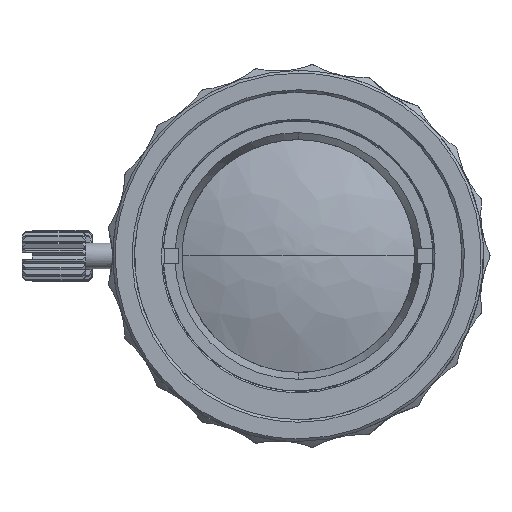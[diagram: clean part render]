
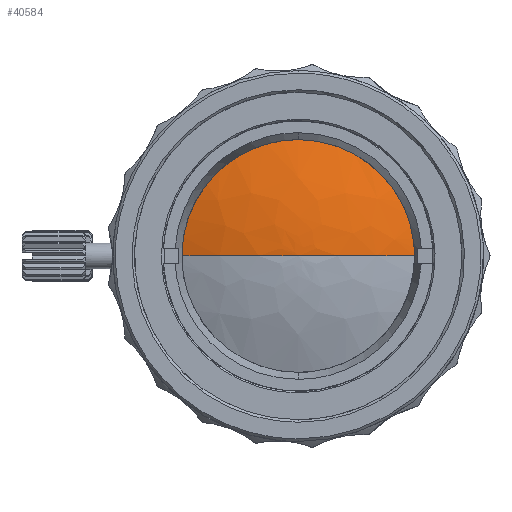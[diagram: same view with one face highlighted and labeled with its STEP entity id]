
A CAD part, left-side view. The second image highlights one B-rep face of the part: STEP entity #40584.
In plain terms, the highlighted free-form (B-spline) face has degree [3, 3] with [4, 4] control points.
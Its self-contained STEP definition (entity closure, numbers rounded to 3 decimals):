
#58 = CARTESIAN_POINT ( 'NONE',  ( -24.146, 0., 0. ) ) ;
#64 = EDGE_CURVE ( 'NONE', #79, #48234, #8239, .T. ) ;
#79 = VERTEX_POINT ( 'NONE', #12967 ) ;
#1020 = CARTESIAN_POINT ( 'NONE',  ( -22.462, 9.1, 0. ) ) ;
#2578 = EDGE_CURVE ( 'NONE', #48254, #79, #6065, .T. ) ;
#4720 =( BOUNDED_CURVE ( )  B_SPLINE_CURVE ( 3, ( #9542, #24547, #39523, #35126 ),
 .UNSPECIFIED., .F., .F. ) 
 B_SPLINE_CURVE_WITH_KNOTS ( ( 4, 4 ),
 ( 0., 1.571 ),
 .UNSPECIFIED. ) 
 CURVE ( )  GEOMETRIC_REPRESENTATION_ITEM ( )  RATIONAL_B_SPLINE_CURVE ( ( 1., 0.989, 0.989, 1. ) ) 
 REPRESENTATION_ITEM ( '' )  );
#4722 = CARTESIAN_POINT ( 'NONE',  ( -22.462, 9.1, 18.2 ) ) ;
#5068 = CARTESIAN_POINT ( 'NONE',  ( -22.462, -6.067, 9.1 ) ) ;
#6065 =( BOUNDED_CURVE ( )  B_SPLINE_CURVE ( 3, ( #13591, #42832, #43072, #9398 ),
 .UNSPECIFIED., .F., .F. ) 
 B_SPLINE_CURVE_WITH_KNOTS ( ( 4, 4 ),
 ( 0., 1.571 ),
 .UNSPECIFIED. ) 
 CURVE ( )  GEOMETRIC_REPRESENTATION_ITEM ( )  RATIONAL_B_SPLINE_CURVE ( ( 1., 0.667, 0.5, 0.5 ) ) 
 REPRESENTATION_ITEM ( '' )  );
#7893 = EDGE_CURVE ( 'NONE', #48234, #17443, #45491, .T. ) ;
#8182 = CARTESIAN_POINT ( 'NONE',  ( -24.146, 0., 0. ) ) ;
#8192 = EDGE_LOOP ( 'NONE', ( #15482, #42399, #27662, #32326 ) ) ;
#8239 =( BOUNDED_CURVE ( )  B_SPLINE_CURVE ( 3, ( #38772, #5068, #20353, #20113 ),
 .UNSPECIFIED., .F., .F. ) 
 B_SPLINE_CURVE_WITH_KNOTS ( ( 4, 4 ),
 ( 0., 1. ),
 .UNSPECIFIED. ) 
 CURVE ( )  GEOMETRIC_REPRESENTATION_ITEM ( )  RATIONAL_B_SPLINE_CURVE ( ( 0.5, 0.5, 0.667, 1. ) ) 
 REPRESENTATION_ITEM ( '' )  );
#8416 = FACE_OUTER_BOUND ( 'NONE', #8192, .T. ) ;
#9398 = CARTESIAN_POINT ( 'NONE',  ( -22.462, 0., 9.1 ) ) ;
#9542 = CARTESIAN_POINT ( 'NONE',  ( -24.146, 0., 0. ) ) ;
#10477 = EDGE_CURVE ( 'NONE', #17443, #48254, #4720, .T. ) ;
#11634 = CARTESIAN_POINT ( 'NONE',  ( -23.579, -6.187, 12.374 ) ) ;
#12124 = CARTESIAN_POINT ( 'NONE',  ( -24.146, -3.12, 0. ) ) ;
#12967 = CARTESIAN_POINT ( 'NONE',  ( -22.462, 0., 9.1 ) ) ;
#13591 = CARTESIAN_POINT ( 'NONE',  ( -22.462, 9.1, 0. ) ) ;
#15482 = ORIENTED_EDGE ( 'NONE', *, *, #2578, .T. ) ;
#15577 = CARTESIAN_POINT ( 'NONE',  ( -23.579, 6.187, 12.374 ) ) ;
#17443 = VERTEX_POINT ( 'NONE', #24844 ) ;
#17455 = CARTESIAN_POINT ( 'NONE',  ( -22.462, -9.1, 0. ) ) ;
#19518 = CARTESIAN_POINT ( 'NONE',  ( -22.462, -9.1, 18.2 ) ) ;
#19766 = CARTESIAN_POINT ( 'NONE',  ( -23.579, 6.187, 0. ) ) ;
#20113 = CARTESIAN_POINT ( 'NONE',  ( -22.462, -9.1, 0. ) ) ;
#20353 = CARTESIAN_POINT ( 'NONE',  ( -22.462, -9.1, 4.55 ) ) ;
#22964 = CARTESIAN_POINT ( 'NONE',  ( -24.146, 3.12, 0. ) ) ;
#23910 = CARTESIAN_POINT ( 'NONE',  ( -24.146, -3.12, 0. ) ) ;
#24547 = CARTESIAN_POINT ( 'NONE',  ( -24.146, 3.12, 0. ) ) ;
#24598 = CARTESIAN_POINT ( 'NONE',  ( -22.462, 9.1, 0. ) ) ;
#24844 = CARTESIAN_POINT ( 'NONE',  ( -24.146, 0., 0. ) ) ;
#26413 = CARTESIAN_POINT ( 'NONE',  ( -23.579, -6.187, 0. ) ) ;
#26656 = CARTESIAN_POINT ( 'NONE',  ( -24.146, 3.12, 6.239 ) ) ;
#27350 = CARTESIAN_POINT ( 'NONE',  ( -22.462, -9.1, 0. ) ) ;
#27662 = ORIENTED_EDGE ( 'NONE', *, *, #7893, .T. ) ;
#27918 =( BOUNDED_SURFACE ( )  B_SPLINE_SURFACE ( 3, 3, ( 
 ( #38425, #19518, #4722, #1020 ),
 ( #26413, #11634, #15577, #19766 ),
 ( #12124, #41863, #26656, #22964 ),
 ( #46020, #8182, #41376, #58 ) ),
 .UNSPECIFIED., .F., .F., .F. ) 
 B_SPLINE_SURFACE_WITH_KNOTS ( ( 4, 4 ),
 ( 4, 4 ),
 ( 0., 1. ),
 ( 0., 1. ),
 .UNSPECIFIED. ) 
 GEOMETRIC_REPRESENTATION_ITEM ( )  RATIONAL_B_SPLINE_SURFACE ( (
 ( 1., 0.333, 0.333, 1.),
 ( 0.989, 0.33, 0.33, 0.989),
 ( 0.989, 0.33, 0.33, 0.989),
 ( 1., 0.333, 0.333, 1.) ) ) 
 REPRESENTATION_ITEM ( '' )  SURFACE ( )  );
#32326 = ORIENTED_EDGE ( 'NONE', *, *, #10477, .T. ) ;
#35126 = CARTESIAN_POINT ( 'NONE',  ( -22.462, 9.1, 0. ) ) ;
#38425 = CARTESIAN_POINT ( 'NONE',  ( -22.462, -9.1, 0. ) ) ;
#38772 = CARTESIAN_POINT ( 'NONE',  ( -22.462, 0., 9.1 ) ) ;
#39523 = CARTESIAN_POINT ( 'NONE',  ( -23.579, 6.187, 0. ) ) ;
#40584 = ADVANCED_FACE ( 'NONE', ( #8416 ), #27918, .T. ) ;
#41376 = CARTESIAN_POINT ( 'NONE',  ( -24.146, 0., 0. ) ) ;
#41844 = CARTESIAN_POINT ( 'NONE',  ( -24.146, 0., 0. ) ) ;
#41863 = CARTESIAN_POINT ( 'NONE',  ( -24.146, -3.12, 6.239 ) ) ;
#42331 = CARTESIAN_POINT ( 'NONE',  ( -23.579, -6.187, 0. ) ) ;
#42399 = ORIENTED_EDGE ( 'NONE', *, *, #64, .T. ) ;
#42832 = CARTESIAN_POINT ( 'NONE',  ( -22.462, 9.1, 4.55 ) ) ;
#43072 = CARTESIAN_POINT ( 'NONE',  ( -22.462, 6.067, 9.1 ) ) ;
#45491 =( BOUNDED_CURVE ( )  B_SPLINE_CURVE ( 3, ( #27350, #42331, #23910, #41844 ),
 .UNSPECIFIED., .F., .F. ) 
 B_SPLINE_CURVE_WITH_KNOTS ( ( 4, 4 ),
 ( 0., 0.366 ),
 .UNSPECIFIED. ) 
 CURVE ( )  GEOMETRIC_REPRESENTATION_ITEM ( )  RATIONAL_B_SPLINE_CURVE ( ( 1., 0.989, 0.989, 1. ) ) 
 REPRESENTATION_ITEM ( '' )  );
#46020 = CARTESIAN_POINT ( 'NONE',  ( -24.146, 0., 0. ) ) ;
#48234 = VERTEX_POINT ( 'NONE', #17455 ) ;
#48254 = VERTEX_POINT ( 'NONE', #24598 ) ;
